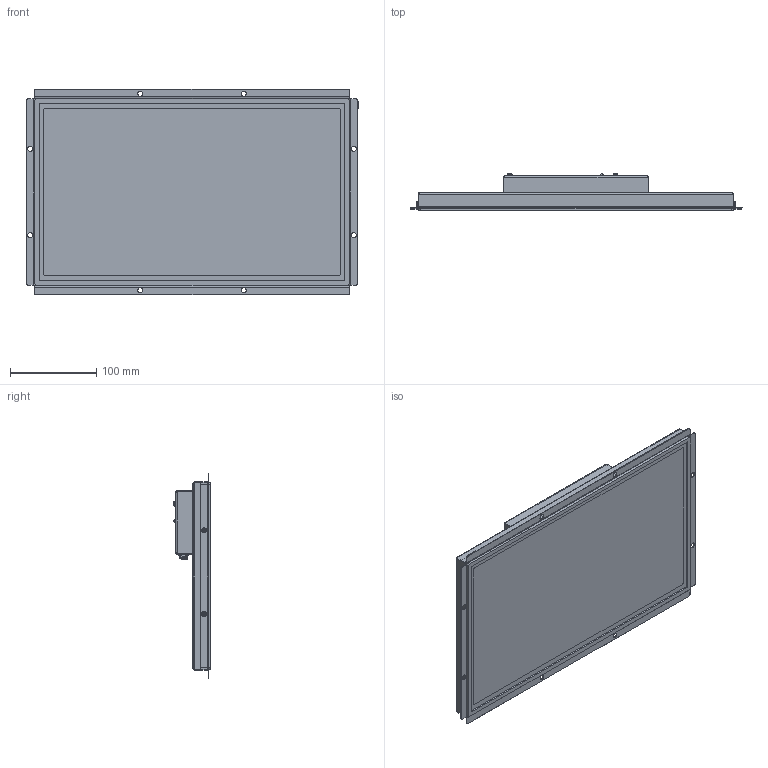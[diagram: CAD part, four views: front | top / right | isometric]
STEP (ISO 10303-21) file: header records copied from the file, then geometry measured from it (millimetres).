
FILE_DESCRIPTION(/* description */ ('TFT 15,6 Zoll 16_9 Rev.2.0'),/* implementation_level */ '2;1');
FILE_NAME(/* name */ '20000024 TFT 15,6 Zoll 16_9 Rev.2.0.stp',/* time_stamp */ '2019-08-21T13:58:55+02:00',/* author */ ('Uwe Kosiol'),/* organization */ (''),/* preprocessor_version */ 'ST-DEVELOPER v17.2',/* originating_system */ 'Autodesk Inventor 2019',/* authorisation */ '');
FILE_SCHEMA (('AUTOMOTIVE_DESIGN { 1 0 10303 214 3 1 1 }'));
Products named in the file (12): 20000024; 00000010; 00003372; 00000078; 00000077; 00003305; 00000076; ANSI B18.3.4M - M3 x 0.5 x 8; ANSI B18.3.4M - M3 x 0.5 x 4; 40000008; 00003224; ANSI B18.3.4M - M3 x 0.5 x 5
Assembly tree (28 placements, depth 2):
  20000024
    00000010
    00003372
    00000078
    00000077
    00003305
    00000076
    00003224  x8
    ANSI B18.3.4M - M3 x 0.5 x 8  x2
    ANSI B18.3.4M - M3 x 0.5 x 4  x4
    ANSI B18.3.4M - M3 x 0.5 x 5  x6
    40000008  x2
Bounding box: 385 x 43.15 x 238 mm (x, y, z)
Volume: 926513.3 mm3; surface area: 454171.5 mm2
Topology: 35 solids, 35 shells, 4694 faces, 12739 edges, 8353 vertices
Faces by surface type: plane 3182, cylinder 1083, bspline 207, torus 113, cone 104, sphere 5
Full cylindrical faces by diameter (mm): 0.5 x24, 1 x2, 1.27 x2, 1.5 x1, 2.459 x12, 2.5 x2, 2.54 x2, 2.9 x1, 3 x17, 3.175 x2, 3.2 x6, 3.3 x2, 3.4 x4, 3.5 x6, 3.556 x2, 3.81 x2, 4 x1, 5.41 x8, 5.42 x8, 5.7 x12, 6 x9
Entity records: 169508 total; most frequent: CARTESIAN_POINT 50972, ORIENTED_EDGE 24266, DIRECTION 22645, EDGE_CURVE 12133, LINE 9299, VECTOR 9299, VERTEX_POINT 7941, AXIS2_PLACEMENT_3D 6673
